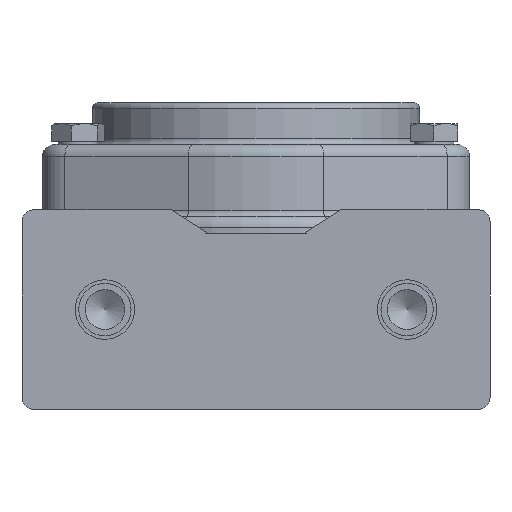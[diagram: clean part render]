
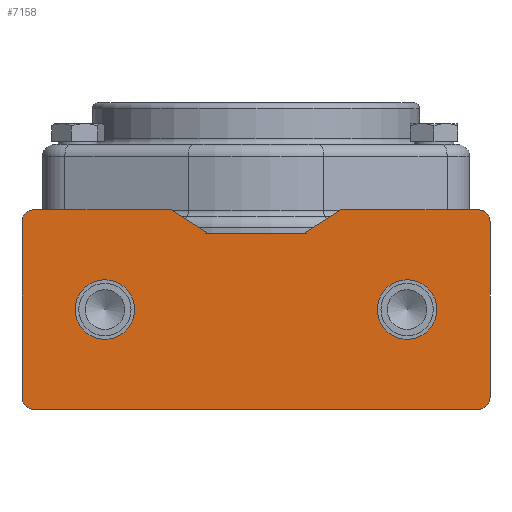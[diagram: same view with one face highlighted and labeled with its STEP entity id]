
A CAD part, front view. The second image highlights one B-rep face of the part: STEP entity #7158.
In plain terms, the highlighted planar face has unit normal (0, -1, 0).
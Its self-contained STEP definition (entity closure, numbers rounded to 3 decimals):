
#840=LINE($,#12212,#1188);
#850=LINE($,#12309,#1198);
#852=LINE($,#12317,#1200);
#853=LINE($,#12321,#1201);
#854=LINE($,#12325,#1202);
#855=LINE($,#12329,#1203);
#856=LINE($,#12330,#1204);
#857=LINE($,#12331,#1205);
#1188=VECTOR($,#9507,15.919);
#1198=VECTOR($,#9569,23.075);
#1200=VECTOR($,#9577,29.5);
#1201=VECTOR($,#9580,74.671);
#1202=VECTOR($,#9583,29.5);
#1203=VECTOR($,#9586,23.075);
#1204=VECTOR($,#9587,7.464);
#1205=VECTOR($,#9588,7.464);
#1404=PLANE($,#7899);
#1559=FACE_BOUND($,#2535,.T.);
#1560=FACE_BOUND($,#2536,.T.);
#1561=FACE_BOUND($,#2537,.T.);
#2535=EDGE_LOOP($,(#6088));
#2536=EDGE_LOOP($,(#6089));
#2537=EDGE_LOOP($,(#6090,#6091,#6092,#6093,#6094,#6095,#6096,#6097,#6098,
#6099,#6100,#6101));
#3079=CIRCLE($,#7896,2.);
#3080=CIRCLE($,#7900,5.);
#3081=CIRCLE($,#7901,5.);
#3082=CIRCLE($,#7902,2.);
#3083=CIRCLE($,#7903,2.);
#3084=CIRCLE($,#7904,2.);
#3652=VERTEX_POINT($,#12209);
#3653=VERTEX_POINT($,#12211);
#3670=VERTEX_POINT($,#12299);
#3671=VERTEX_POINT($,#12300);
#3674=VERTEX_POINT($,#12308);
#3675=VERTEX_POINT($,#12312);
#3676=VERTEX_POINT($,#12314);
#3677=VERTEX_POINT($,#12316);
#3678=VERTEX_POINT($,#12318);
#3679=VERTEX_POINT($,#12320);
#3680=VERTEX_POINT($,#12322);
#3681=VERTEX_POINT($,#12324);
#3682=VERTEX_POINT($,#12326);
#3683=VERTEX_POINT($,#12328);
#4496=EDGE_CURVE($,#3653,#3652,#840,.T.);
#4518=EDGE_CURVE($,#3670,#3671,#3079,.T.);
#4522=EDGE_CURVE($,#3671,#3674,#850,.T.);
#4524=EDGE_CURVE($,#3675,#3675,#3080,.T.);
#4525=EDGE_CURVE($,#3676,#3676,#3081,.T.);
#4526=EDGE_CURVE($,#3670,#3677,#852,.T.);
#4527=EDGE_CURVE($,#3678,#3677,#3082,.T.);
#4528=EDGE_CURVE($,#3678,#3679,#853,.T.);
#4529=EDGE_CURVE($,#3680,#3679,#3083,.T.);
#4530=EDGE_CURVE($,#3680,#3681,#854,.T.);
#4531=EDGE_CURVE($,#3682,#3681,#3084,.T.);
#4532=EDGE_CURVE($,#3683,#3682,#855,.T.);
#4533=EDGE_CURVE($,#3653,#3683,#856,.T.);
#4534=EDGE_CURVE($,#3674,#3652,#857,.T.);
#6088=ORIENTED_EDGE($,*,*,#4524,.T.);
#6089=ORIENTED_EDGE($,*,*,#4525,.T.);
#6090=ORIENTED_EDGE($,*,*,#4518,.F.);
#6091=ORIENTED_EDGE($,*,*,#4526,.T.);
#6092=ORIENTED_EDGE($,*,*,#4527,.F.);
#6093=ORIENTED_EDGE($,*,*,#4528,.T.);
#6094=ORIENTED_EDGE($,*,*,#4529,.F.);
#6095=ORIENTED_EDGE($,*,*,#4530,.T.);
#6096=ORIENTED_EDGE($,*,*,#4531,.F.);
#6097=ORIENTED_EDGE($,*,*,#4532,.F.);
#6098=ORIENTED_EDGE($,*,*,#4533,.F.);
#6099=ORIENTED_EDGE($,*,*,#4496,.T.);
#6100=ORIENTED_EDGE($,*,*,#4534,.F.);
#6101=ORIENTED_EDGE($,*,*,#4522,.F.);
#7158=ADVANCED_FACE($,(#1559,#1560,#1561),#1404,.T.);
#7896=AXIS2_PLACEMENT_3D($,#12301,#9561,#9562);
#7899=AXIS2_PLACEMENT_3D($,#12311,#9571,#9572);
#7900=AXIS2_PLACEMENT_3D($,#12313,#9573,#9574);
#7901=AXIS2_PLACEMENT_3D($,#12315,#9575,#9576);
#7902=AXIS2_PLACEMENT_3D($,#12319,#9578,#9579);
#7903=AXIS2_PLACEMENT_3D($,#12323,#9581,#9582);
#7904=AXIS2_PLACEMENT_3D($,#12327,#9584,#9585);
#9507=DIRECTION($,(-1.,0.,0.));
#9561=DIRECTION('center_axis',(0.,1.,0.));
#9562=DIRECTION('ref_axis',(-0.707,0.,0.707));
#9569=DIRECTION($,(1.,0.,0.));
#9571=DIRECTION('center_axis',(0.,-1.,0.));
#9572=DIRECTION('ref_axis',(0.,0.,-1.));
#9573=DIRECTION('center_axis',(0.,1.,0.));
#9574=DIRECTION('ref_axis',(1.,0.,0.));
#9575=DIRECTION('center_axis',(0.,1.,0.));
#9576=DIRECTION('ref_axis',(1.,0.,0.));
#9577=DIRECTION($,(0.,0.,-1.));
#9578=DIRECTION('center_axis',(0.,1.,0.));
#9579=DIRECTION('ref_axis',(-0.707,0.,-0.707));
#9580=DIRECTION($,(1.,0.,0.));
#9581=DIRECTION('center_axis',(0.,1.,0.));
#9582=DIRECTION('ref_axis',(0.707,0.,-0.707));
#9583=DIRECTION($,(0.,0.,1.));
#9584=DIRECTION('center_axis',(0.,1.,0.));
#9585=DIRECTION('ref_axis',(0.707,0.,0.707));
#9586=DIRECTION($,(1.,0.,0.));
#9587=DIRECTION($,(0.844,0.,0.536));
#9588=DIRECTION($,(0.844,0.,-0.536));
#12209=CARTESIAN_POINT('',(-49.459,-64.583,-44.825));
#12211=CARTESIAN_POINT('',(-33.54,-64.583,-44.825));
#12212=CARTESIAN_POINT($,(-73.25,-64.583,-44.825));
#12299=CARTESIAN_POINT('',(-80.835,-64.583,-42.825));
#12300=CARTESIAN_POINT('',(-78.835,-64.583,-40.825));
#12301=CARTESIAN_POINT('Origin',(-78.835,-64.583,-42.825));
#12308=CARTESIAN_POINT('',(-55.76,-64.583,-40.825));
#12309=CARTESIAN_POINT($,(-105.,-64.583,-40.825));
#12311=CARTESIAN_POINT('Origin',(-105.,-64.583,-40.825));
#12312=CARTESIAN_POINT('',(-11.1,-64.583,-57.575));
#12313=CARTESIAN_POINT('Origin',(-16.1,-64.583,-57.575));
#12314=CARTESIAN_POINT('',(-61.9,-64.583,-57.575));
#12315=CARTESIAN_POINT('Origin',(-66.9,-64.583,-57.575));
#12316=CARTESIAN_POINT('',(-80.835,-64.583,-72.325));
#12317=CARTESIAN_POINT($,(-80.835,-64.583,-57.575));
#12318=CARTESIAN_POINT('',(-78.835,-64.583,-74.325));
#12319=CARTESIAN_POINT('Origin',(-78.835,-64.583,-72.325));
#12320=CARTESIAN_POINT('',(-4.164,-64.583,-74.325));
#12321=CARTESIAN_POINT($,(-105.,-64.583,-74.325));
#12322=CARTESIAN_POINT('',(-2.164,-64.583,-72.325));
#12323=CARTESIAN_POINT('Origin',(-4.164,-64.583,-72.325));
#12324=CARTESIAN_POINT('',(-2.164,-64.583,-42.825));
#12325=CARTESIAN_POINT($,(-2.164,-64.583,-57.575));
#12326=CARTESIAN_POINT('',(-4.164,-64.583,-40.825));
#12327=CARTESIAN_POINT('Origin',(-4.164,-64.583,-42.825));
#12328=CARTESIAN_POINT('',(-27.239,-64.583,-40.825));
#12329=CARTESIAN_POINT($,(-105.,-64.583,-40.825));
#12330=CARTESIAN_POINT($,(-57.445,-64.583,-60.));
#12331=CARTESIAN_POINT($,(-77.148,-64.583,-27.248));
